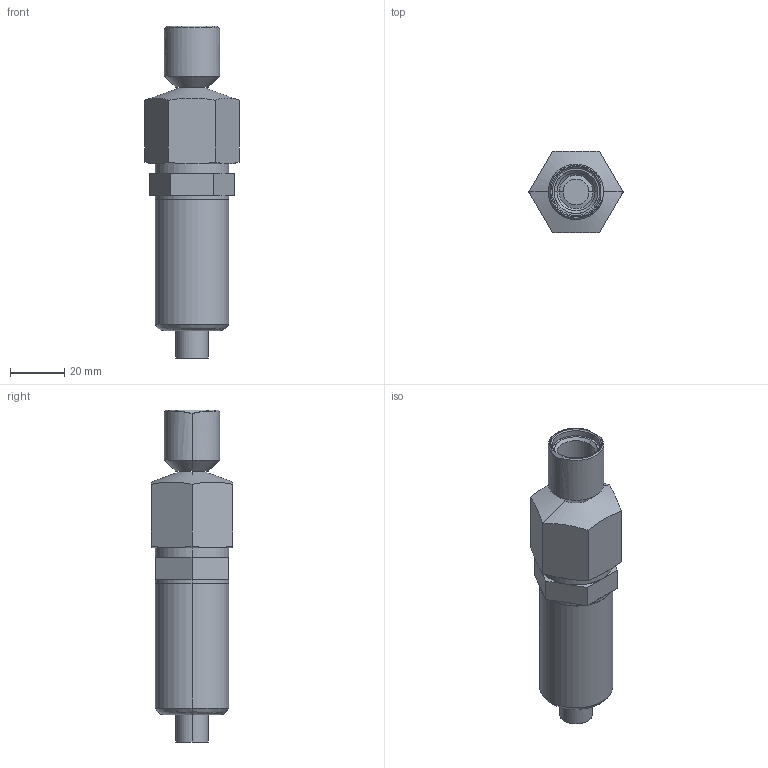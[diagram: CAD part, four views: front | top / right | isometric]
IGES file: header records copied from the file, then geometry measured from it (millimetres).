
Start section: SolidWorks IGES file using analytic representation for surfaces
Global section: file name: SR-PTT-XXX-05-0C-CAN.IGS; native system: SolidWorks 2023; preprocessor: SolidWorks 2023; author: mks; date: 240503.140210; units: millimetre
Bounding box: 34.64 x 30 x 122.3 mm (x, y, z)
Surface area: 12319.7 mm2 (no closed solid volume)
Topology: 0 solids, 0 shells, 66 faces, 875 edges, 875 vertices
Faces by surface type: bspline 35, revolution 31
